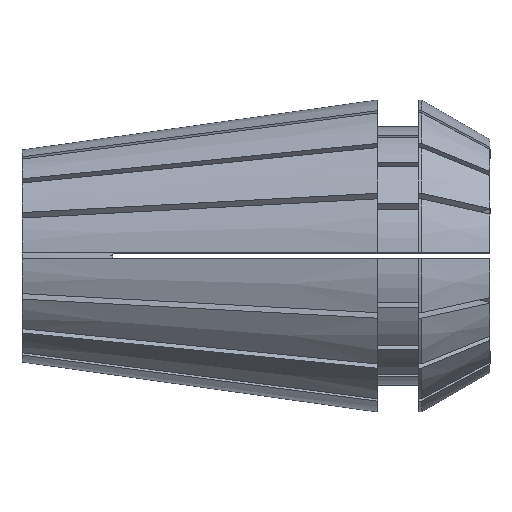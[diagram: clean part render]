
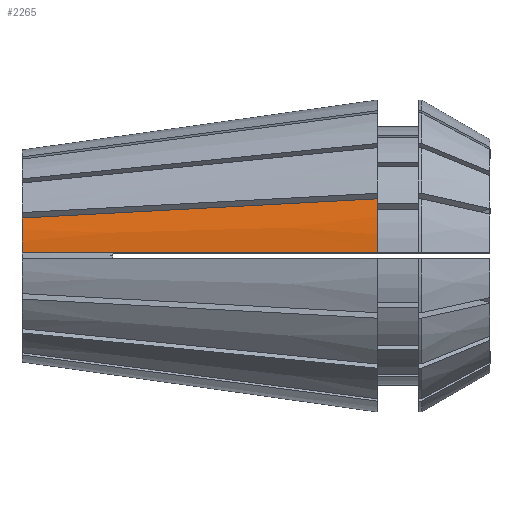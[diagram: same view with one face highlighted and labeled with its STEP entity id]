
A CAD part, top view. The second image highlights one B-rep face of the part: STEP entity #2265.
In plain terms, the highlighted conical face has half-angle 8 degrees and reference radius 10.5 mm.
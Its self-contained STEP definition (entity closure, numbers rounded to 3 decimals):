
#419 = CARTESIAN_POINT ( 'NONE',  ( 0., 2.547, 6.672 ) ) ;
#458 = CARTESIAN_POINT ( 'NONE',  ( 3.048, 0.2, 7.567 ) ) ;
#501 = CARTESIAN_POINT ( 'NONE',  ( 23.9, 0., 0. ) ) ;
#613 = B_SPLINE_CURVE_WITH_KNOTS ( 'NONE', 3,
 ( #5744, #1478, #6263, #3065, #6810, #3605, #458, #4153, #974, #4684 ),
 .UNSPECIFIED., .F., .F.,
 ( 4, 3, 3, 4 ),
 ( 0.044, 0.052, 0.065, 0.068 ),
 .UNSPECIFIED. ) ;
#974 = CARTESIAN_POINT ( 'NONE',  ( 1.016, 0.2, 7.281 ) ) ;
#1022 = DIRECTION ( 'NONE',  ( 0., 0., 1. ) ) ;
#1357 = CARTESIAN_POINT ( 'NONE',  ( 0., 2.547, 6.672 ) ) ;
#1359 = VERTEX_POINT ( 'NONE', #4834 ) ;
#1478 = CARTESIAN_POINT ( 'NONE',  ( 21.336, 0.2, 10.138 ) ) ;
#1718 = VERTEX_POINT ( 'NONE', #6616 ) ;
#1812 = B_SPLINE_CURVE_WITH_KNOTS ( 'NONE', 3,
 ( #1357, #4548, #1867, #5085, #1889, #5618, #2423 ),
 .UNSPECIFIED., .F., .F.,
 ( 4, 3, 4 ),
 ( 0., 0.013, 0.024 ),
 .UNSPECIFIED. ) ;
#1855 = CARTESIAN_POINT ( 'NONE',  ( 23.9, 3.833, 9.776 ) ) ;
#1867 = CARTESIAN_POINT ( 'NONE',  ( 8.277, 2.992, 7.747 ) ) ;
#1889 = CARTESIAN_POINT ( 'NONE',  ( 16.244, 3.421, 8.782 ) ) ;
#2254 = CARTESIAN_POINT ( 'NONE',  ( 23.9, 0., 0. ) ) ;
#2265 = ADVANCED_FACE ( 'NONE', ( #2785 ), #4961, .T. ) ;
#2423 = CARTESIAN_POINT ( 'NONE',  ( 23.9, 3.833, 9.776 ) ) ;
#2586 = DIRECTION ( 'NONE',  ( -1., 0., 0. ) ) ;
#2687 = EDGE_LOOP ( 'NONE', ( #5709, #5624, #4204, #6875 ) ) ;
#2785 = FACE_OUTER_BOUND ( 'NONE', #2687, .T. ) ;
#2845 = CIRCLE ( 'NONE', #3367, 10.5 ) ;
#2891 = EDGE_CURVE ( 'NONE', #1359, #4973, #4630, .T. ) ;
#3065 = CARTESIAN_POINT ( 'NONE',  ( 16.208, 0.2, 9.417 ) ) ;
#3367 = AXIS2_PLACEMENT_3D ( 'NONE', #501, #4191, #1022 ) ;
#3605 = CARTESIAN_POINT ( 'NONE',  ( 7.435, 0.2, 8.184 ) ) ;
#3727 = AXIS2_PLACEMENT_3D ( 'NONE', #2254, #5998, #6534 ) ;
#4009 = EDGE_CURVE ( 'NONE', #4973, #5886, #1812, .T. ) ;
#4106 = EDGE_CURVE ( 'NONE', #1718, #1359, #613, .T. ) ;
#4148 = EDGE_CURVE ( 'NONE', #1718, #5886, #2845, .T. ) ;
#4153 = CARTESIAN_POINT ( 'NONE',  ( 2.032, 0.2, 7.424 ) ) ;
#4191 = DIRECTION ( 'NONE',  ( -1., 0., 0. ) ) ;
#4204 = ORIENTED_EDGE ( 'NONE', *, *, #4106, .F. ) ;
#4548 = CARTESIAN_POINT ( 'NONE',  ( 4.139, 2.77, 7.209 ) ) ;
#4630 = CIRCLE ( 'NONE', #5970, 7.141 ) ;
#4684 = CARTESIAN_POINT ( 'NONE',  ( 0., 0.2, 7.139 ) ) ;
#4834 = CARTESIAN_POINT ( 'NONE',  ( 0., 0.2, 7.139 ) ) ;
#4961 = CONICAL_SURFACE ( 'NONE', #3727, 10.5, 0.14 ) ;
#4973 = VERTEX_POINT ( 'NONE', #419 ) ;
#5085 = CARTESIAN_POINT ( 'NONE',  ( 12.416, 3.215, 8.284 ) ) ;
#5618 = CARTESIAN_POINT ( 'NONE',  ( 20.072, 3.627, 9.279 ) ) ;
#5624 = ORIENTED_EDGE ( 'NONE', *, *, #2891, .F. ) ;
#5709 = ORIENTED_EDGE ( 'NONE', *, *, #4009, .F. ) ;
#5744 = CARTESIAN_POINT ( 'NONE',  ( 23.9, 0.2, 10.498 ) ) ;
#5813 = CARTESIAN_POINT ( 'NONE',  ( 0., 0., 0. ) ) ;
#5886 = VERTEX_POINT ( 'NONE', #1855 ) ;
#5970 = AXIS2_PLACEMENT_3D ( 'NONE', #5813, #2586, #6342 ) ;
#5998 = DIRECTION ( 'NONE',  ( 1., 0., 0. ) ) ;
#6263 = CARTESIAN_POINT ( 'NONE',  ( 18.772, 0.2, 9.778 ) ) ;
#6342 = DIRECTION ( 'NONE',  ( 0., 0., 1. ) ) ;
#6534 = DIRECTION ( 'NONE',  ( 0., 0., -1. ) ) ;
#6616 = CARTESIAN_POINT ( 'NONE',  ( 23.9, 0.2, 10.498 ) ) ;
#6810 = CARTESIAN_POINT ( 'NONE',  ( 11.821, 0.2, 8.801 ) ) ;
#6875 = ORIENTED_EDGE ( 'NONE', *, *, #4148, .T. ) ;
